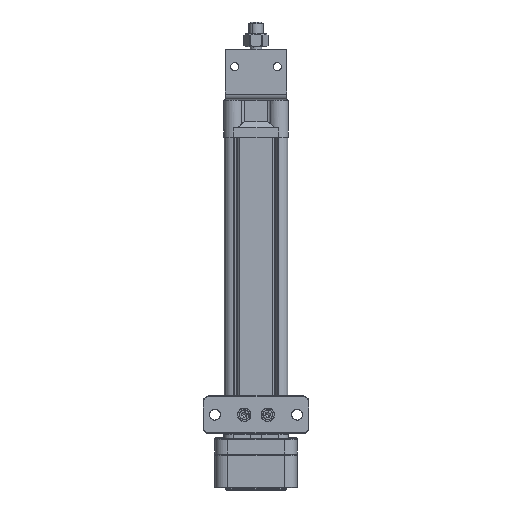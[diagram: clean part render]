
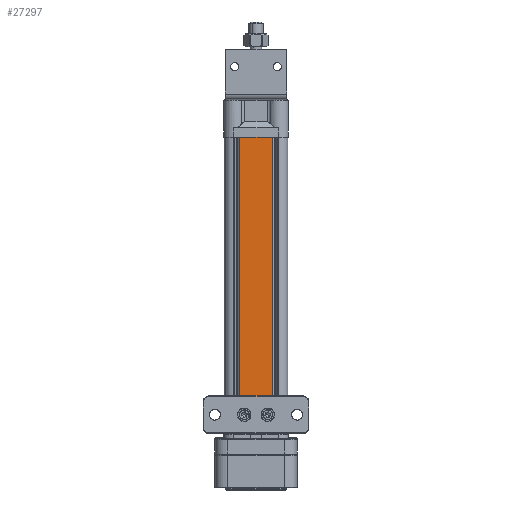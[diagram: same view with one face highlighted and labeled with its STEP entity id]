
A CAD part, front view. The second image highlights one B-rep face of the part: STEP entity #27297.
In plain terms, the highlighted face is planar.
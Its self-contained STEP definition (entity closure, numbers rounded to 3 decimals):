
#1042 = CARTESIAN_POINT ( 'NONE',  ( 14., 105., 27. ) ) ;
#1094 = LINE ( 'NONE', #50580, #7549 ) ;
#3669 = CARTESIAN_POINT ( 'NONE',  ( 14., -115., 27. ) ) ;
#4553 = AXIS2_PLACEMENT_3D ( 'NONE', #10718, #47490, #43699 ) ;
#4880 = EDGE_CURVE ( 'NONE', #44044, #41547, #12603, .T. ) ;
#7549 = VECTOR ( 'NONE', #46273, 1000. ) ;
#8935 = CARTESIAN_POINT ( 'NONE',  ( -14., -115., 27. ) ) ;
#10718 = CARTESIAN_POINT ( 'NONE',  ( -27., 105., 27. ) ) ;
#12371 = VERTEX_POINT ( 'NONE', #3669 ) ;
#12484 = ORIENTED_EDGE ( 'NONE', *, *, #16370, .T. ) ;
#12603 = LINE ( 'NONE', #24766, #51525 ) ;
#12866 = VECTOR ( 'NONE', #40624, 1000. ) ;
#15970 = EDGE_LOOP ( 'NONE', ( #43765, #12484, #52446, #49599 ) ) ;
#16370 = EDGE_CURVE ( 'NONE', #44044, #12371, #37294, .T. ) ;
#19831 = LINE ( 'NONE', #36293, #12866 ) ;
#24489 = DIRECTION ( 'NONE',  ( 0., 1., 0. ) ) ;
#24766 = CARTESIAN_POINT ( 'NONE',  ( -14., -105., 27. ) ) ;
#27297 = ADVANCED_FACE ( 'NONE', ( #43976 ), #31245, .F. ) ;
#29623 = VERTEX_POINT ( 'NONE', #1042 ) ;
#31245 = PLANE ( 'NONE',  #4553 ) ;
#32231 = EDGE_CURVE ( 'NONE', #12371, #29623, #1094, .T. ) ;
#36293 = CARTESIAN_POINT ( 'NONE',  ( -27., 105., 27. ) ) ;
#37294 = LINE ( 'NONE', #8935, #41915 ) ;
#40624 = DIRECTION ( 'NONE',  ( 1., 0., 0. ) ) ;
#41547 = VERTEX_POINT ( 'NONE', #50017 ) ;
#41915 = VECTOR ( 'NONE', #42196, 1000. ) ;
#42196 = DIRECTION ( 'NONE',  ( 1., 0., 0. ) ) ;
#43699 = DIRECTION ( 'NONE',  ( 0., -1., 0. ) ) ;
#43765 = ORIENTED_EDGE ( 'NONE', *, *, #4880, .F. ) ;
#43976 = FACE_OUTER_BOUND ( 'NONE', #15970, .T. ) ;
#44044 = VERTEX_POINT ( 'NONE', #45703 ) ;
#45703 = CARTESIAN_POINT ( 'NONE',  ( -14., -115., 27. ) ) ;
#46273 = DIRECTION ( 'NONE',  ( 0., 1., 0. ) ) ;
#47490 = DIRECTION ( 'NONE',  ( 0., 0., -1. ) ) ;
#47841 = EDGE_CURVE ( 'NONE', #41547, #29623, #19831, .T. ) ;
#49599 = ORIENTED_EDGE ( 'NONE', *, *, #47841, .F. ) ;
#50017 = CARTESIAN_POINT ( 'NONE',  ( -14., 105., 27. ) ) ;
#50580 = CARTESIAN_POINT ( 'NONE',  ( 14., -105., 27. ) ) ;
#51525 = VECTOR ( 'NONE', #24489, 1000. ) ;
#52446 = ORIENTED_EDGE ( 'NONE', *, *, #32231, .T. ) ;
